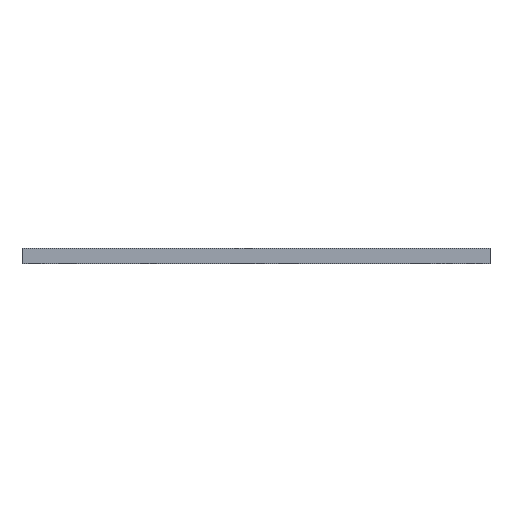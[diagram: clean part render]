
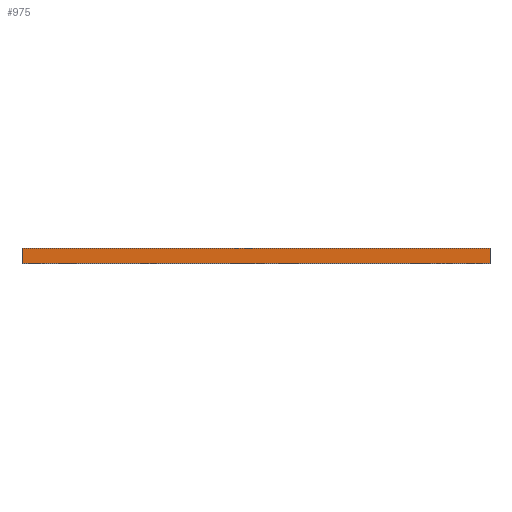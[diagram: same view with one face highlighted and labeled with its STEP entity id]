
A CAD part, top view. The second image highlights one B-rep face of the part: STEP entity #975.
In plain terms, the highlighted planar face has unit normal (0, 0, 1).
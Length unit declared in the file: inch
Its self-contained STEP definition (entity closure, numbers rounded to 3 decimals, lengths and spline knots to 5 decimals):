
#14=LINE('',#1638,#26);
#18=LINE('',#1646,#30);
#24=LINE('',#1657,#36);
#25=LINE('',#1659,#37);
#26=VECTOR('',#1400,0.3937);
#30=VECTOR('',#1406,0.3937);
#36=VECTOR('',#1416,0.3937);
#37=VECTOR('',#1419,0.3937);
#42=PLANE('',#1132);
#241=FACE_OUTER_BOUND('',#378,.T.);
#378=EDGE_LOOP('',(#821,#822,#823,#824));
#573=VERTEX_POINT('',#1636);
#574=VERTEX_POINT('',#1637);
#577=VERTEX_POINT('',#1645);
#580=VERTEX_POINT('',#1655);
#662=EDGE_CURVE('',#573,#574,#14,.T.);
#666=EDGE_CURVE('',#577,#574,#18,.T.);
#672=EDGE_CURVE('',#573,#580,#24,.T.);
#673=EDGE_CURVE('',#577,#580,#25,.T.);
#821=ORIENTED_EDGE('',*,*,#672,.T.);
#822=ORIENTED_EDGE('',*,*,#673,.F.);
#823=ORIENTED_EDGE('',*,*,#666,.T.);
#824=ORIENTED_EDGE('',*,*,#662,.F.);
#975=ADVANCED_FACE('',(#241),#42,.T.);
#1132=AXIS2_PLACEMENT_3D('',#1658,#1417,#1418);
#1400=DIRECTION('',(-1.,0.,0.));
#1406=DIRECTION('',(0.,-1.,0.));
#1416=DIRECTION('',(0.,1.,0.));
#1417=DIRECTION('center_axis',(0.,0.,1.));
#1418=DIRECTION('ref_axis',(1.,0.,0.));
#1419=DIRECTION('',(1.,0.,0.));
#1636=CARTESIAN_POINT('',(3.875,-0.125,4.));
#1637=CARTESIAN_POINT('',(-3.875,-0.125,4.));
#1638=CARTESIAN_POINT('',(-3.875,-0.125,4.));
#1645=CARTESIAN_POINT('',(-3.875,0.125,4.));
#1646=CARTESIAN_POINT('',(-3.875,0.,4.));
#1655=CARTESIAN_POINT('',(3.875,0.125,4.));
#1657=CARTESIAN_POINT('',(3.875,0.,4.));
#1658=CARTESIAN_POINT('Origin',(-3.875,0.,4.));
#1659=CARTESIAN_POINT('',(-3.875,0.125,4.));
